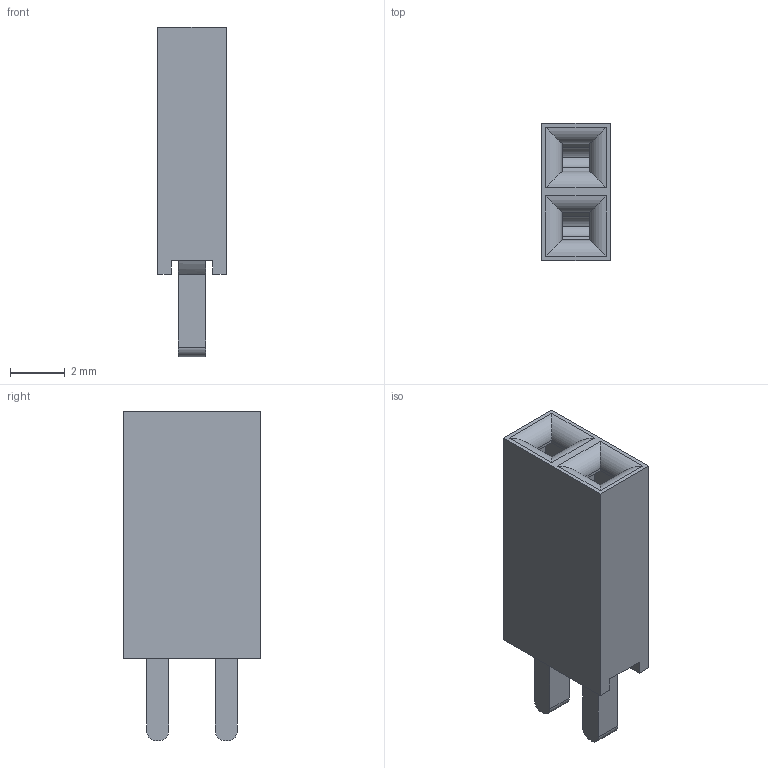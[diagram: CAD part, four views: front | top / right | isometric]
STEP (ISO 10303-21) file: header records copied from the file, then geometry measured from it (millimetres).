
FILE_DESCRIPTION(/* description */ ('','CAx-IF Rec.Pracs.---Representation and Presentation of Product Manufacturing Information (PMI)---4.0---2014-10-13'),/* implementation_level */ '2;1');
FILE_NAME(/* name */ 'Female 2 Pin Header.step',/* time_stamp */ '2025-01-05T14:28:24+05:30',/* author */ (''),/* organization */ (''),/* preprocessor_version */ 'ST-DEVELOPER v20',/* originating_system */ 'Autodesk Translation Framework v13.20.0.188',/* authorisation */ '');
FILE_SCHEMA (('AP242_MANAGED_MODEL_BASED_3D_ENGINEERING_MIM_LF { 1 0 10303 442 1 1 4 }'));
Length unit declared in the file: millimetre
Products named in the file (1): Female Pin Header
Bounding box: 2.5 x 5 x 12 mm (x, y, z)
Volume: 75.6 mm3; surface area: 379.2 mm2
Topology: 3 solids, 3 shells, 68 faces, 178 edges, 116 vertices
Faces by surface type: plane 48, cylinder 16, bspline 4
Entity records: 2212 total; most frequent: CARTESIAN_POINT 511, ORIENTED_EDGE 356, DIRECTION 324, EDGE_CURVE 178, LINE 146, VECTOR 146, VERTEX_POINT 116, AXIS2_PLACEMENT_3D 89
